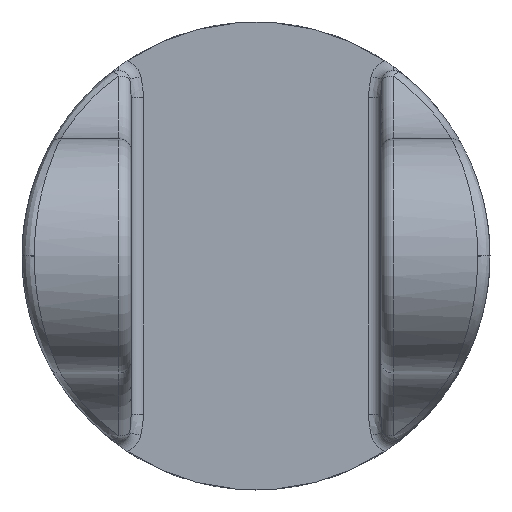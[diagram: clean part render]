
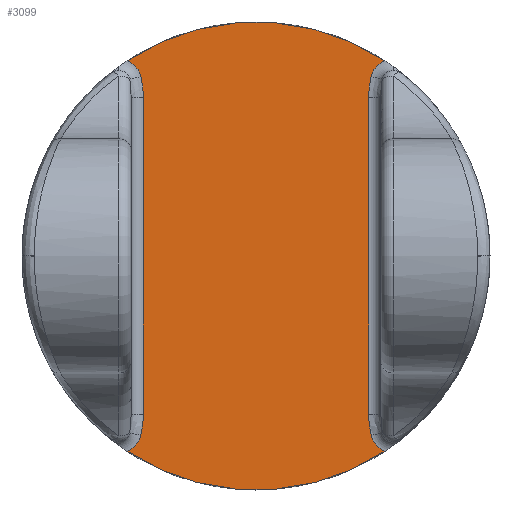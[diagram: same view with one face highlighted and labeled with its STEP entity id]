
A CAD part, front view. The second image highlights one B-rep face of the part: STEP entity #3099.
In plain terms, the highlighted planar face has unit normal (0, -1, 0).
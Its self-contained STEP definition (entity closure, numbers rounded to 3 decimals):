
#11 = DIRECTION ( 'NONE',  ( 0., 1., 0. ) ) ;
#21 = CARTESIAN_POINT ( 'NONE',  ( 9.375, 29.15, 14.605 ) ) ;
#44 = EDGE_CURVE ( 'NONE', #2375, #2845, #455, .T. ) ;
#48 = AXIS2_PLACEMENT_3D ( 'NONE', #1799, #530, #3037 ) ;
#62 = DIRECTION ( 'NONE',  ( 0., 0., 1. ) ) ;
#81 = VERTEX_POINT ( 'NONE', #2664 ) ;
#162 = EDGE_CURVE ( 'NONE', #2587, #1088, #2507, .T. ) ;
#174 = CARTESIAN_POINT ( 'NONE',  ( -9.16, 29.15, -12.876 ) ) ;
#187 = CARTESIAN_POINT ( 'NONE',  ( -11.16, 29.15, -14.187 ) ) ;
#214 = ORIENTED_EDGE ( 'NONE', *, *, #44, .T. ) ;
#227 = CARTESIAN_POINT ( 'NONE',  ( 9.16, 29.15, 12.896 ) ) ;
#270 = CARTESIAN_POINT ( 'NONE',  ( -10.503, 29.15, -15.893 ) ) ;
#391 = CARTESIAN_POINT ( 'NONE',  ( 9.38, 29.15, -14.608 ) ) ;
#401 = CARTESIAN_POINT ( 'NONE',  ( -9.245, 29.15, -14.038 ) ) ;
#455 = B_SPLINE_CURVE_WITH_KNOTS ( 'NONE', 3,
 ( #174, #942, #401, #3225 ),
 .UNSPECIFIED., .F., .F.,
 ( 4, 4 ),
 ( 0., 0.002 ),
 .UNSPECIFIED. ) ;
#460 = CARTESIAN_POINT ( 'NONE',  ( 9.16, 29.15, 13.475 ) ) ;
#469 = CIRCLE ( 'NONE', #2322, 1.833 ) ;
#489 = CARTESIAN_POINT ( 'NONE',  ( -9.16, 29.15, -14.187 ) ) ;
#516 = EDGE_CURVE ( 'NONE', #917, #576, #1541, .T. ) ;
#530 = DIRECTION ( 'NONE',  ( 0., 1., 0. ) ) ;
#576 = VERTEX_POINT ( 'NONE', #21 ) ;
#580 = EDGE_CURVE ( 'NONE', #1088, #2375, #735, .T. ) ;
#621 = CARTESIAN_POINT ( 'NONE',  ( -9.16, 29.15, 12.896 ) ) ;
#622 = CIRCLE ( 'NONE', #2153, 1.833 ) ;
#624 = EDGE_CURVE ( 'NONE', #576, #2889, #469, .T. ) ;
#656 = CIRCLE ( 'NONE', #2504, 19.05 ) ;
#729 = VECTOR ( 'NONE', #2515, 1000. ) ;
#735 = LINE ( 'NONE', #489, #729 ) ;
#736 = EDGE_CURVE ( 'NONE', #1432, #917, #2379, .T. ) ;
#769 = DIRECTION ( 'NONE',  ( 0., 1., 0. ) ) ;
#771 = VERTEX_POINT ( 'NONE', #391 ) ;
#788 = CARTESIAN_POINT ( 'NONE',  ( -11.16, 29.15, 14.187 ) ) ;
#903 = AXIS2_PLACEMENT_3D ( 'NONE', #187, #1189, #3209 ) ;
#917 = VERTEX_POINT ( 'NONE', #1801 ) ;
#942 = CARTESIAN_POINT ( 'NONE',  ( -9.16, 29.15, -13.463 ) ) ;
#957 = CARTESIAN_POINT ( 'NONE',  ( -10.498, 29.15, 15.896 ) ) ;
#995 = VERTEX_POINT ( 'NONE', #270 ) ;
#1015 = CIRCLE ( 'NONE', #1180, 1.829 ) ;
#1036 = CARTESIAN_POINT ( 'NONE',  ( -9.375, 29.15, 14.605 ) ) ;
#1067 = CARTESIAN_POINT ( 'NONE',  ( 11.16, 29.15, 14.187 ) ) ;
#1088 = VERTEX_POINT ( 'NONE', #621 ) ;
#1110 = DIRECTION ( 'NONE',  ( 0., 0., 1. ) ) ;
#1175 = VECTOR ( 'NONE', #2701, 1000. ) ;
#1180 = AXIS2_PLACEMENT_3D ( 'NONE', #2330, #769, #2548 ) ;
#1187 = EDGE_CURVE ( 'NONE', #771, #1432, #2841, .T. ) ;
#1189 = DIRECTION ( 'NONE',  ( 0., 1., 0. ) ) ;
#1190 = ORIENTED_EDGE ( 'NONE', *, *, #1647, .F. ) ;
#1267 = CARTESIAN_POINT ( 'NONE',  ( 9.245, 29.15, -14.038 ) ) ;
#1278 = EDGE_LOOP ( 'NONE', ( #1843, #1435, #2462, #2229, #2209, #2121, #1190, #2305, #1789, #1678, #214, #2271 ) ) ;
#1312 = DIRECTION ( 'NONE',  ( 0., 0., 1. ) ) ;
#1344 = DIRECTION ( 'NONE',  ( 0., 1., 0. ) ) ;
#1432 = VERTEX_POINT ( 'NONE', #2038 ) ;
#1435 = ORIENTED_EDGE ( 'NONE', *, *, #1444, .T. ) ;
#1440 = CARTESIAN_POINT ( 'NONE',  ( 9.38, 29.15, -14.608 ) ) ;
#1444 = EDGE_CURVE ( 'NONE', #81, #771, #1015, .T. ) ;
#1460 = CARTESIAN_POINT ( 'NONE',  ( 9.375, 29.15, 14.605 ) ) ;
#1541 = B_SPLINE_CURVE_WITH_KNOTS ( 'NONE', 3,
 ( #227, #460, #1754, #1460 ),
 .UNSPECIFIED., .F., .F.,
 ( 4, 4 ),
 ( 0., 0.002 ),
 .UNSPECIFIED. ) ;
#1617 = CIRCLE ( 'NONE', #3054, 19.05 ) ;
#1647 = EDGE_CURVE ( 'NONE', #2251, #2889, #656, .T. ) ;
#1656 = CARTESIAN_POINT ( 'NONE',  ( 9.16, 29.15, 14.187 ) ) ;
#1678 = ORIENTED_EDGE ( 'NONE', *, *, #580, .T. ) ;
#1744 = PLANE ( 'NONE',  #48 ) ;
#1754 = CARTESIAN_POINT ( 'NONE',  ( 9.243, 29.15, 14.043 ) ) ;
#1788 = CARTESIAN_POINT ( 'NONE',  ( 10.498, 29.15, 15.896 ) ) ;
#1789 = ORIENTED_EDGE ( 'NONE', *, *, #162, .T. ) ;
#1799 = CARTESIAN_POINT ( 'NONE',  ( -10.16, 29.15, -19.05 ) ) ;
#1801 = CARTESIAN_POINT ( 'NONE',  ( 9.16, 29.15, 12.896 ) ) ;
#1843 = ORIENTED_EDGE ( 'NONE', *, *, #3195, .F. ) ;
#1880 = CARTESIAN_POINT ( 'NONE',  ( 0., 29.15, 0. ) ) ;
#1972 = CARTESIAN_POINT ( 'NONE',  ( -9.375, 29.15, 14.605 ) ) ;
#2009 = CARTESIAN_POINT ( 'NONE',  ( -9.243, 29.15, 14.043 ) ) ;
#2038 = CARTESIAN_POINT ( 'NONE',  ( 9.16, 29.15, -12.876 ) ) ;
#2047 = CARTESIAN_POINT ( 'NONE',  ( 9.16, 29.15, -12.876 ) ) ;
#2060 = DIRECTION ( 'NONE',  ( 0., 1., 0. ) ) ;
#2068 = FACE_OUTER_BOUND ( 'NONE', #1278, .T. ) ;
#2121 = ORIENTED_EDGE ( 'NONE', *, *, #624, .T. ) ;
#2153 = AXIS2_PLACEMENT_3D ( 'NONE', #788, #2817, #3233 ) ;
#2209 = ORIENTED_EDGE ( 'NONE', *, *, #516, .T. ) ;
#2229 = ORIENTED_EDGE ( 'NONE', *, *, #736, .T. ) ;
#2251 = VERTEX_POINT ( 'NONE', #957 ) ;
#2271 = ORIENTED_EDGE ( 'NONE', *, *, #2500, .T. ) ;
#2305 = ORIENTED_EDGE ( 'NONE', *, *, #2898, .T. ) ;
#2322 = AXIS2_PLACEMENT_3D ( 'NONE', #1067, #2060, #1312 ) ;
#2330 = CARTESIAN_POINT ( 'NONE',  ( 11.16, 29.15, -14.187 ) ) ;
#2340 = CARTESIAN_POINT ( 'NONE',  ( 0., 29.15, 0. ) ) ;
#2375 = VERTEX_POINT ( 'NONE', #2610 ) ;
#2379 = LINE ( 'NONE', #1656, #1175 ) ;
#2462 = ORIENTED_EDGE ( 'NONE', *, *, #1187, .T. ) ;
#2500 = EDGE_CURVE ( 'NONE', #2845, #995, #2707, .T. ) ;
#2504 = AXIS2_PLACEMENT_3D ( 'NONE', #1880, #1344, #1110 ) ;
#2507 = B_SPLINE_CURVE_WITH_KNOTS ( 'NONE', 3,
 ( #1036, #2009, #2536, #2554 ),
 .UNSPECIFIED., .F., .F.,
 ( 4, 4 ),
 ( 0., 0.002 ),
 .UNSPECIFIED. ) ;
#2515 = DIRECTION ( 'NONE',  ( 0., 0., -1. ) ) ;
#2536 = CARTESIAN_POINT ( 'NONE',  ( -9.16, 29.15, 13.475 ) ) ;
#2548 = DIRECTION ( 'NONE',  ( 0., 0., 1. ) ) ;
#2554 = CARTESIAN_POINT ( 'NONE',  ( -9.16, 29.15, 12.896 ) ) ;
#2587 = VERTEX_POINT ( 'NONE', #1972 ) ;
#2610 = CARTESIAN_POINT ( 'NONE',  ( -9.16, 29.15, -12.876 ) ) ;
#2664 = CARTESIAN_POINT ( 'NONE',  ( 10.503, 29.15, -15.893 ) ) ;
#2701 = DIRECTION ( 'NONE',  ( 0., 0., 1. ) ) ;
#2707 = CIRCLE ( 'NONE', #903, 1.829 ) ;
#2807 = CARTESIAN_POINT ( 'NONE',  ( 9.16, 29.15, -13.463 ) ) ;
#2817 = DIRECTION ( 'NONE',  ( 0., 1., 0. ) ) ;
#2841 = B_SPLINE_CURVE_WITH_KNOTS ( 'NONE', 3,
 ( #1440, #1267, #2807, #2047 ),
 .UNSPECIFIED., .F., .F.,
 ( 4, 4 ),
 ( 0., 0.002 ),
 .UNSPECIFIED. ) ;
#2845 = VERTEX_POINT ( 'NONE', #3219 ) ;
#2889 = VERTEX_POINT ( 'NONE', #1788 ) ;
#2898 = EDGE_CURVE ( 'NONE', #2251, #2587, #622, .T. ) ;
#3037 = DIRECTION ( 'NONE',  ( 0., 0., 1. ) ) ;
#3054 = AXIS2_PLACEMENT_3D ( 'NONE', #2340, #11, #62 ) ;
#3099 = ADVANCED_FACE ( 'NONE', ( #2068 ), #1744, .F. ) ;
#3195 = EDGE_CURVE ( 'NONE', #81, #995, #1617, .T. ) ;
#3209 = DIRECTION ( 'NONE',  ( 0., 0., 1. ) ) ;
#3219 = CARTESIAN_POINT ( 'NONE',  ( -9.38, 29.15, -14.608 ) ) ;
#3225 = CARTESIAN_POINT ( 'NONE',  ( -9.38, 29.15, -14.608 ) ) ;
#3233 = DIRECTION ( 'NONE',  ( 0., 0., 1. ) ) ;
